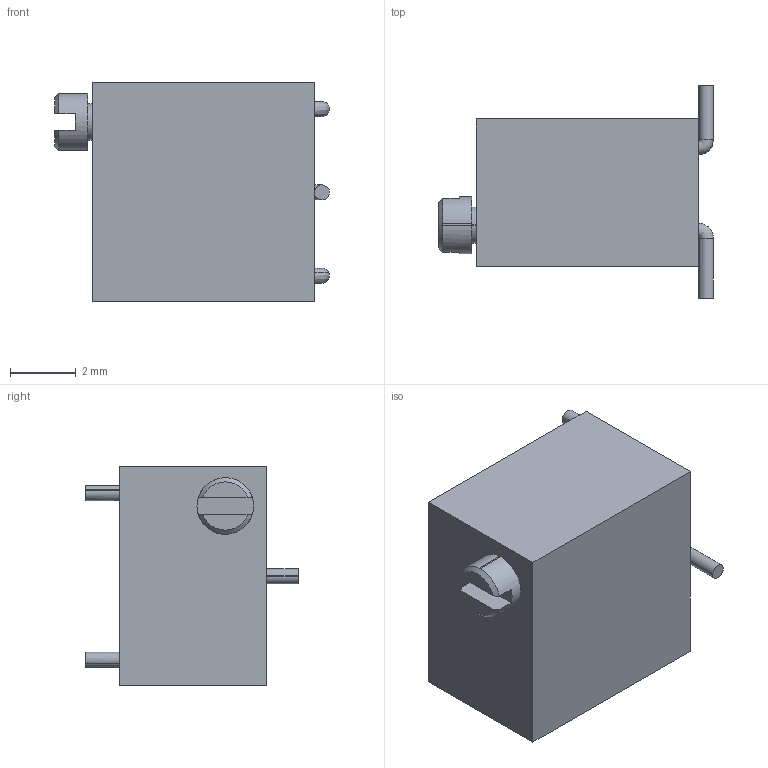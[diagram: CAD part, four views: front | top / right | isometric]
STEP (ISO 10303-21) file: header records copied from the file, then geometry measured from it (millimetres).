
FILE_DESCRIPTION(('STEP AP242'),'1');
FILE_NAME('3269w-1-503lf.stp','2023-05-23T06:46:17',('TraceParts'),('TraceParts S.A.'),'Spatial InterOp 3D',' ',' ');
FILE_SCHEMA(('AP242_MANAGED_MODEL_BASED_3D_ENGINEERING_MIM_LF {1 0 10303 442 1 1 4}'));
Length unit declared in the file: millimetre
Products named in the file (1): 3269w-1-503lf
Bounding box: 8.38 x 6.48 x 6.71 mm (x, y, z)
Volume: 205.7 mm3; surface area: 232.8 mm2
Topology: 1 solids, 1 shells, 99 faces, 276 edges, 175 vertices
Faces by surface type: plane 53, cylinder 34, bspline 6, torus 4, cone 2
Entity records: 3287 total; most frequent: CARTESIAN_POINT 735, DIRECTION 537, ORIENTED_EDGE 536, EDGE_CURVE 268, AXIS2_PLACEMENT_3D 186, VERTEX_POINT 175, LINE 165, VECTOR 165
